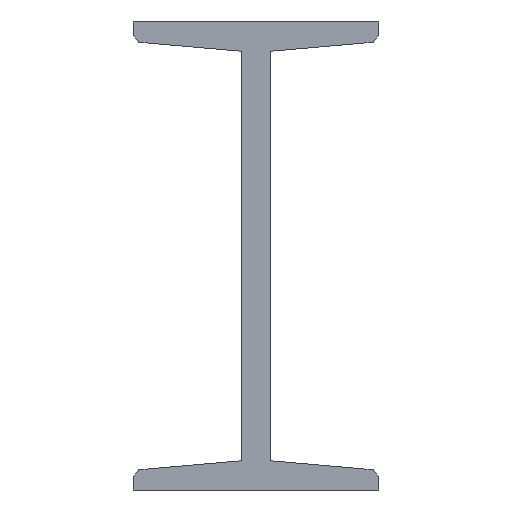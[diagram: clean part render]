
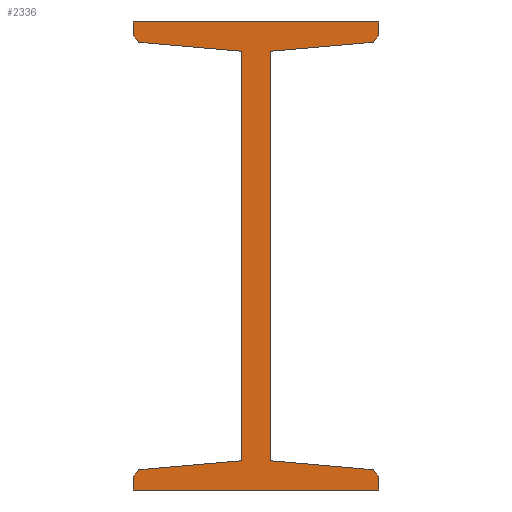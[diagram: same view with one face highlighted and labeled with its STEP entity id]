
A CAD part, front view. The second image highlights one B-rep face of the part: STEP entity #2336.
In plain terms, the highlighted planar face has unit normal (0, -1, 0).
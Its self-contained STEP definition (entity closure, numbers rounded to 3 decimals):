
#1=DIRECTION('',(0.,0.,1.));
#2=VECTOR('',#1,2.381);
#3=CARTESIAN_POINT('',(-21.,0.,-40.));
#4=LINE('',#3,#2);
#5=DIRECTION('',(0.996,0.,0.087));
#6=VECTOR('',#5,17.571);
#7=CARTESIAN_POINT('',(-20.004,0.,-36.531));
#8=LINE('',#7,#6);
#9=DIRECTION('',(0.,0.,1.));
#10=VECTOR('',#9,70.);
#11=CARTESIAN_POINT('',(-2.5,0.,-35.));
#12=LINE('',#11,#10);
#13=DIRECTION('',(-0.996,0.,0.087));
#14=VECTOR('',#13,17.571);
#15=CARTESIAN_POINT('',(-2.5,0.,35.));
#16=LINE('',#15,#14);
#17=DIRECTION('',(0.,0.,1.));
#18=VECTOR('',#17,2.381);
#19=CARTESIAN_POINT('',(-21.,0.,37.619));
#20=LINE('',#19,#18);
#21=DIRECTION('',(1.,0.,0.));
#22=VECTOR('',#21,42.);
#23=CARTESIAN_POINT('',(-21.,0.,40.));
#24=LINE('',#23,#22);
#25=DIRECTION('',(0.,0.,-1.));
#26=VECTOR('',#25,2.381);
#27=CARTESIAN_POINT('',(21.,0.,40.));
#28=LINE('',#27,#26);
#29=DIRECTION('',(-0.996,0.,-0.087));
#30=VECTOR('',#29,17.571);
#31=CARTESIAN_POINT('',(20.004,0.,36.531));
#32=LINE('',#31,#30);
#33=DIRECTION('',(0.,0.,-1.));
#34=VECTOR('',#33,70.);
#35=CARTESIAN_POINT('',(2.5,0.,35.));
#36=LINE('',#35,#34);
#37=DIRECTION('',(0.996,0.,-0.087));
#38=VECTOR('',#37,17.571);
#39=CARTESIAN_POINT('',(2.5,0.,-35.));
#40=LINE('',#39,#38);
#41=DIRECTION('',(0.,0.,-1.));
#42=VECTOR('',#41,2.381);
#43=CARTESIAN_POINT('',(21.,0.,-37.619));
#44=LINE('',#43,#42);
#45=DIRECTION('',(-1.,0.,0.));
#46=VECTOR('',#45,42.);
#47=CARTESIAN_POINT('',(21.,0.,-40.));
#48=LINE('',#47,#46);
#61=DIRECTION('',(-0.676,0.,0.737));
#62=VECTOR('',#61,1.475);
#63=CARTESIAN_POINT('',(21.,0.,-37.619));
#64=LINE('',#63,#62);
#625=DIRECTION('',(0.676,0.,0.737));
#626=VECTOR('',#625,1.475);
#627=CARTESIAN_POINT('',(20.004,0.,36.531));
#628=LINE('',#627,#626);
#649=DIRECTION('',(0.676,0.,-0.737));
#650=VECTOR('',#649,1.475);
#651=CARTESIAN_POINT('',(-21.,0.,37.619));
#652=LINE('',#651,#650);
#1213=DIRECTION('',(-0.676,0.,-0.737));
#1214=VECTOR('',#1213,1.475);
#1215=CARTESIAN_POINT('',(-20.004,0.,-36.531));
#1216=LINE('',#1215,#1214);
#1753=CARTESIAN_POINT('',(-21.,0.,40.));
#1754=CARTESIAN_POINT('',(21.,0.,40.));
#1755=VERTEX_POINT('',#1753);
#1756=VERTEX_POINT('',#1754);
#1757=CARTESIAN_POINT('',(21.,0.,-40.));
#1758=CARTESIAN_POINT('',(-21.,0.,-40.));
#1759=VERTEX_POINT('',#1757);
#1760=VERTEX_POINT('',#1758);
#1769=CARTESIAN_POINT('',(2.5,0.,-35.));
#1771=VERTEX_POINT('',#1769);
#1773=CARTESIAN_POINT('',(-2.5,0.,-35.));
#1775=VERTEX_POINT('',#1773);
#1777=CARTESIAN_POINT('',(2.5,0.,35.));
#1779=VERTEX_POINT('',#1777);
#1781=CARTESIAN_POINT('',(-2.5,0.,35.));
#1783=VERTEX_POINT('',#1781);
#1785=CARTESIAN_POINT('',(20.004,0.,36.531));
#1787=VERTEX_POINT('',#1785);
#1789=CARTESIAN_POINT('',(21.,0.,37.619));
#1791=VERTEX_POINT('',#1789);
#1793=CARTESIAN_POINT('',(-21.,0.,37.619));
#1795=VERTEX_POINT('',#1793);
#1797=CARTESIAN_POINT('',(-20.004,0.,36.531));
#1799=VERTEX_POINT('',#1797);
#1801=CARTESIAN_POINT('',(21.,0.,-37.619));
#1803=VERTEX_POINT('',#1801);
#1805=CARTESIAN_POINT('',(20.004,0.,-36.531));
#1807=VERTEX_POINT('',#1805);
#1809=CARTESIAN_POINT('',(-20.004,0.,-36.531));
#1811=VERTEX_POINT('',#1809);
#1813=CARTESIAN_POINT('',(-21.,0.,-37.619));
#1815=VERTEX_POINT('',#1813);
#2297=CARTESIAN_POINT('',(0.,0.,0.));
#2298=DIRECTION('',(0.,1.,0.));
#2299=DIRECTION('',(1.,0.,0.));
#2300=AXIS2_PLACEMENT_3D('',#2297,#2298,#2299);
#2301=PLANE('',#2300);
#2303=ORIENTED_EDGE('',*,*,#2302,.T.);
#2305=ORIENTED_EDGE('',*,*,#2304,.F.);
#2307=ORIENTED_EDGE('',*,*,#2306,.T.);
#2309=ORIENTED_EDGE('',*,*,#2308,.T.);
#2311=ORIENTED_EDGE('',*,*,#2310,.T.);
#2313=ORIENTED_EDGE('',*,*,#2312,.F.);
#2315=ORIENTED_EDGE('',*,*,#2314,.T.);
#2317=ORIENTED_EDGE('',*,*,#2316,.T.);
#2319=ORIENTED_EDGE('',*,*,#2318,.T.);
#2321=ORIENTED_EDGE('',*,*,#2320,.F.);
#2323=ORIENTED_EDGE('',*,*,#2322,.T.);
#2325=ORIENTED_EDGE('',*,*,#2324,.T.);
#2327=ORIENTED_EDGE('',*,*,#2326,.T.);
#2329=ORIENTED_EDGE('',*,*,#2328,.F.);
#2331=ORIENTED_EDGE('',*,*,#2330,.T.);
#2333=ORIENTED_EDGE('',*,*,#2332,.T.);
#2334=EDGE_LOOP('',(#2303,#2305,#2307,#2309,#2311,#2313,#2315,#2317,#2319,#2321,
#2323,#2325,#2327,#2329,#2331,#2333));
#2335=FACE_OUTER_BOUND('',#2334,.F.);
#2336=ADVANCED_FACE('',(#2335),#2301,.F.);
#2302=EDGE_CURVE('',#1760,#1815,#4,.T.);
#2304=EDGE_CURVE('',#1811,#1815,#1216,.T.);
#2306=EDGE_CURVE('',#1811,#1775,#8,.T.);
#2308=EDGE_CURVE('',#1775,#1783,#12,.T.);
#2310=EDGE_CURVE('',#1783,#1799,#16,.T.);
#2312=EDGE_CURVE('',#1795,#1799,#652,.T.);
#2314=EDGE_CURVE('',#1795,#1755,#20,.T.);
#2316=EDGE_CURVE('',#1755,#1756,#24,.T.);
#2318=EDGE_CURVE('',#1756,#1791,#28,.T.);
#2320=EDGE_CURVE('',#1787,#1791,#628,.T.);
#2322=EDGE_CURVE('',#1787,#1779,#32,.T.);
#2324=EDGE_CURVE('',#1779,#1771,#36,.T.);
#2326=EDGE_CURVE('',#1771,#1807,#40,.T.);
#2328=EDGE_CURVE('',#1803,#1807,#64,.T.);
#2330=EDGE_CURVE('',#1803,#1759,#44,.T.);
#2332=EDGE_CURVE('',#1759,#1760,#48,.T.);
